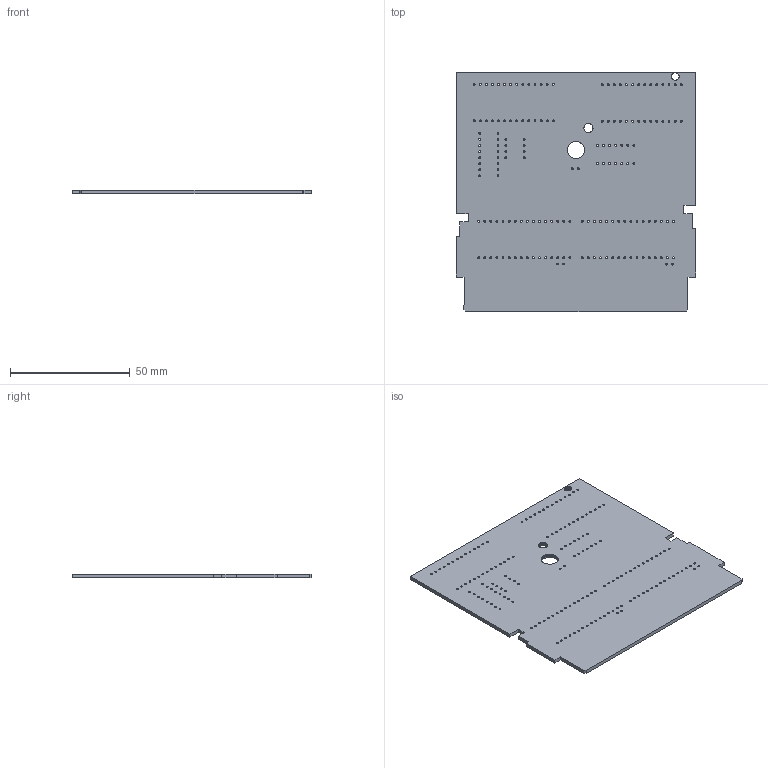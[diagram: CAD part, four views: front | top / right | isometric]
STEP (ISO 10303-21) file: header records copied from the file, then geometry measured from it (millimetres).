
FILE_DESCRIPTION(('KiCad electronic assembly'),'2;1');
FILE_NAME('AS-NES-Mapper474.step','2023-06-26T20:42:37',('Pcbnew'),( 'Kicad'),'Open CASCADE STEP processor 7.6','KiCad to STEP converter' ,'Unknown');
FILE_SCHEMA(('AUTOMOTIVE_DESIGN { 1 0 10303 214 1 1 1 1 }'));
Length unit declared in the file: millimetre
Products named in the file (2): AS-NES-Mapper474 1; PCB
Assembly tree (1 placements, depth 2):
  AS-NES-Mapper474 1
    PCB
Bounding box: 100 x 100.04 x 1.58 mm (x, y, z)
Volume: 15347.9 mm3; surface area: 20811.4 mm2
Topology: 1 solids, 1 shells, 331 faces, 987 edges, 658 vertices
Faces by surface type: plane 167, cylinder 164
Full cylindrical faces by diameter (mm): 0.8 x164
Entity records: 25739 total; most frequent: CARTESIAN_POINT 5920, DIRECTION 3627, LINE 2305, VECTOR 2305, ORIENTED_EDGE 1974, PCURVE 1974, DEFINITIONAL_REPRESENTATION 1974, EDGE_CURVE 987
